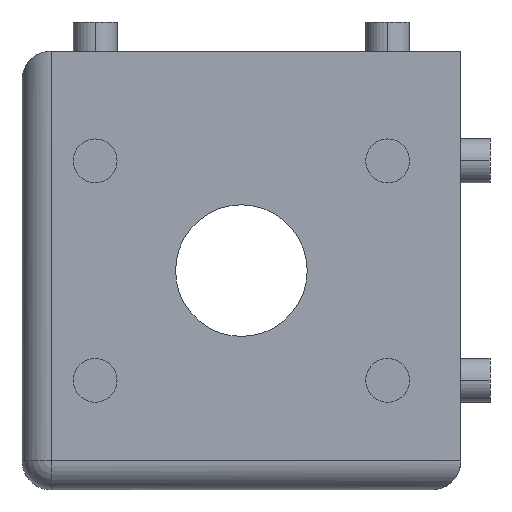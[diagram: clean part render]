
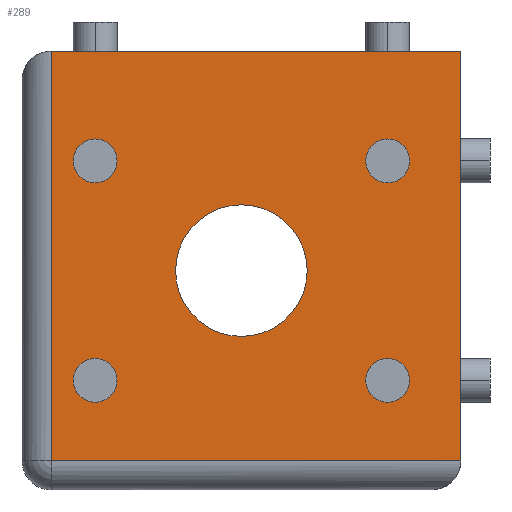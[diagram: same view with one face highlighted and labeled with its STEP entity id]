
A CAD part, front view. The second image highlights one B-rep face of the part: STEP entity #289.
In plain terms, the highlighted planar face has unit normal (0, -1, 0).
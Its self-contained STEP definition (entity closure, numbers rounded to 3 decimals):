
#17 = VECTOR ( 'NONE', #637, 1000. ) ;
#21 = CIRCLE ( 'NONE', #102, 1.5 ) ;
#41 = DIRECTION ( 'NONE',  ( 1., 0., 0. ) ) ;
#74 = EDGE_LOOP ( 'NONE', ( #985, #109 ) ) ;
#85 = ORIENTED_EDGE ( 'NONE', *, *, #1757, .F. ) ;
#92 = AXIS2_PLACEMENT_3D ( 'NONE', #2273, #1533, #918 ) ;
#97 = CIRCLE ( 'NONE', #498, 1.5 ) ;
#102 = AXIS2_PLACEMENT_3D ( 'NONE', #1266, #516, #476 ) ;
#109 = ORIENTED_EDGE ( 'NONE', *, *, #1731, .F. ) ;
#152 = CARTESIAN_POINT ( 'NONE',  ( 0., -15., 0. ) ) ;
#162 = CIRCLE ( 'NONE', #2085, 1.5 ) ;
#165 = DIRECTION ( 'NONE',  ( 0., -1., 0. ) ) ;
#180 = VERTEX_POINT ( 'NONE', #2112 ) ;
#193 = CARTESIAN_POINT ( 'NONE',  ( 10., -15., -7.5 ) ) ;
#206 = CARTESIAN_POINT ( 'NONE',  ( 10., -15., -9. ) ) ;
#217 = CIRCLE ( 'NONE', #502, 1.5 ) ;
#220 = DIRECTION ( 'NONE',  ( -1., 0., 0. ) ) ;
#264 = DIRECTION ( 'NONE',  ( 0., 0., -1. ) ) ;
#289 = ADVANCED_FACE ( 'NONE', ( #791, #447, #1273, #1992, #1665, #2376 ), #907, .T. ) ;
#299 = CARTESIAN_POINT ( 'NONE',  ( -13., -15., -13. ) ) ;
#346 = CIRCLE ( 'NONE', #1615, 4.5 ) ;
#348 = VERTEX_POINT ( 'NONE', #1095 ) ;
#354 = CARTESIAN_POINT ( 'NONE',  ( -10., -15., 9. ) ) ;
#405 = EDGE_LOOP ( 'NONE', ( #85, #1069 ) ) ;
#447 = FACE_BOUND ( 'NONE', #713, .T. ) ;
#463 = EDGE_CURVE ( 'NONE', #547, #180, #1045, .T. ) ;
#475 = DIRECTION ( 'NONE',  ( 0., -1., 0. ) ) ;
#476 = DIRECTION ( 'NONE',  ( 0., 0., -1. ) ) ;
#491 = AXIS2_PLACEMENT_3D ( 'NONE', #2150, #1034, #220 ) ;
#498 = AXIS2_PLACEMENT_3D ( 'NONE', #1375, #1719, #1357 ) ;
#502 = AXIS2_PLACEMENT_3D ( 'NONE', #1274, #1993, #2023 ) ;
#504 = CARTESIAN_POINT ( 'NONE',  ( 10., -15., 9. ) ) ;
#508 = ORIENTED_EDGE ( 'NONE', *, *, #567, .T. ) ;
#510 = AXIS2_PLACEMENT_3D ( 'NONE', #602, #1180, #1781 ) ;
#516 = DIRECTION ( 'NONE',  ( 0., -1., 0. ) ) ;
#518 = ORIENTED_EDGE ( 'NONE', *, *, #463, .F. ) ;
#547 = VERTEX_POINT ( 'NONE', #354 ) ;
#565 = ORIENTED_EDGE ( 'NONE', *, *, #952, .F. ) ;
#567 = EDGE_CURVE ( 'NONE', #1551, #1945, #731, .T. ) ;
#573 = CIRCLE ( 'NONE', #2044, 1.5 ) ;
#602 = CARTESIAN_POINT ( 'NONE',  ( 10., -15., 7.5 ) ) ;
#633 = LINE ( 'NONE', #1173, #1659 ) ;
#637 = DIRECTION ( 'NONE',  ( 1., 0., 0. ) ) ;
#700 = DIRECTION ( 'NONE',  ( 0., 0., -1. ) ) ;
#712 = CARTESIAN_POINT ( 'NONE',  ( -13., -15., 15. ) ) ;
#713 = EDGE_LOOP ( 'NONE', ( #846, #1029 ) ) ;
#731 = CIRCLE ( 'NONE', #491, 4.5 ) ;
#763 = EDGE_CURVE ( 'NONE', #348, #1937, #1509, .T. ) ;
#777 = CARTESIAN_POINT ( 'NONE',  ( 15., -15., -13. ) ) ;
#791 = FACE_BOUND ( 'NONE', #74, .T. ) ;
#817 = ORIENTED_EDGE ( 'NONE', *, *, #1131, .F. ) ;
#838 = VERTEX_POINT ( 'NONE', #1530 ) ;
#846 = ORIENTED_EDGE ( 'NONE', *, *, #930, .F. ) ;
#899 = CARTESIAN_POINT ( 'NONE',  ( -10., -15., 7.5 ) ) ;
#907 = PLANE ( 'NONE',  #1085 ) ;
#918 = DIRECTION ( 'NONE',  ( 0., 0., -1. ) ) ;
#920 = EDGE_CURVE ( 'NONE', #1818, #1948, #162, .T. ) ;
#930 = EDGE_CURVE ( 'NONE', #1948, #1818, #97, .T. ) ;
#951 = DIRECTION ( 'NONE',  ( 0., 0., -1. ) ) ;
#952 = EDGE_CURVE ( 'NONE', #1709, #348, #986, .T. ) ;
#985 = ORIENTED_EDGE ( 'NONE', *, *, #2423, .F. ) ;
#986 = LINE ( 'NONE', #1752, #1256 ) ;
#1029 = ORIENTED_EDGE ( 'NONE', *, *, #920, .F. ) ;
#1034 = DIRECTION ( 'NONE',  ( 0., 1., 0. ) ) ;
#1045 = CIRCLE ( 'NONE', #92, 1.5 ) ;
#1053 = LINE ( 'NONE', #2384, #17 ) ;
#1069 = ORIENTED_EDGE ( 'NONE', *, *, #1877, .F. ) ;
#1085 = AXIS2_PLACEMENT_3D ( 'NONE', #152, #475, #700 ) ;
#1095 = CARTESIAN_POINT ( 'NONE',  ( 15., -15., 15. ) ) ;
#1131 = EDGE_CURVE ( 'NONE', #180, #547, #573, .T. ) ;
#1173 = CARTESIAN_POINT ( 'NONE',  ( -13., -15., -15. ) ) ;
#1180 = DIRECTION ( 'NONE',  ( 0., -1., 0. ) ) ;
#1234 = DIRECTION ( 'NONE',  ( 0., 0., -1. ) ) ;
#1252 = CARTESIAN_POINT ( 'NONE',  ( 0., -15., 0. ) ) ;
#1256 = VECTOR ( 'NONE', #41, 1000. ) ;
#1266 = CARTESIAN_POINT ( 'NONE',  ( 10., -15., 7.5 ) ) ;
#1273 = FACE_BOUND ( 'NONE', #1478, .T. ) ;
#1274 = CARTESIAN_POINT ( 'NONE',  ( -10., -15., -7.5 ) ) ;
#1284 = EDGE_CURVE ( 'NONE', #1374, #1937, #1053, .T. ) ;
#1289 = DIRECTION ( 'NONE',  ( 0., 0., -1. ) ) ;
#1310 = DIRECTION ( 'NONE',  ( 0., -1., 0. ) ) ;
#1317 = CARTESIAN_POINT ( 'NONE',  ( -10., -15., -6. ) ) ;
#1357 = DIRECTION ( 'NONE',  ( 0., 0., -1. ) ) ;
#1374 = VERTEX_POINT ( 'NONE', #299 ) ;
#1375 = CARTESIAN_POINT ( 'NONE',  ( 10., -15., -7.5 ) ) ;
#1446 = CARTESIAN_POINT ( 'NONE',  ( -10., -15., -9. ) ) ;
#1460 = AXIS2_PLACEMENT_3D ( 'NONE', #1488, #1310, #1881 ) ;
#1478 = EDGE_LOOP ( 'NONE', ( #518, #817 ) ) ;
#1488 = CARTESIAN_POINT ( 'NONE',  ( -10., -15., -7.5 ) ) ;
#1509 = LINE ( 'NONE', #1603, #2041 ) ;
#1530 = CARTESIAN_POINT ( 'NONE',  ( 10., -15., 6. ) ) ;
#1533 = DIRECTION ( 'NONE',  ( 0., -1., 0. ) ) ;
#1551 = VERTEX_POINT ( 'NONE', #1557 ) ;
#1553 = EDGE_CURVE ( 'NONE', #1709, #1374, #633, .T. ) ;
#1557 = CARTESIAN_POINT ( 'NONE',  ( -4.5, -15., 0. ) ) ;
#1574 = ORIENTED_EDGE ( 'NONE', *, *, #1799, .T. ) ;
#1603 = CARTESIAN_POINT ( 'NONE',  ( 15., -15., 15. ) ) ;
#1613 = EDGE_LOOP ( 'NONE', ( #508, #1574 ) ) ;
#1615 = AXIS2_PLACEMENT_3D ( 'NONE', #1252, #2010, #1838 ) ;
#1659 = VECTOR ( 'NONE', #264, 1000. ) ;
#1665 = FACE_BOUND ( 'NONE', #1613, .T. ) ;
#1709 = VERTEX_POINT ( 'NONE', #712 ) ;
#1719 = DIRECTION ( 'NONE',  ( 0., -1., 0. ) ) ;
#1731 = EDGE_CURVE ( 'NONE', #838, #1783, #21, .T. ) ;
#1752 = CARTESIAN_POINT ( 'NONE',  ( -15., -15., 15. ) ) ;
#1757 = EDGE_CURVE ( 'NONE', #2269, #2082, #217, .T. ) ;
#1781 = DIRECTION ( 'NONE',  ( 0., 0., -1. ) ) ;
#1783 = VERTEX_POINT ( 'NONE', #504 ) ;
#1799 = EDGE_CURVE ( 'NONE', #1945, #1551, #346, .T. ) ;
#1818 = VERTEX_POINT ( 'NONE', #206 ) ;
#1838 = DIRECTION ( 'NONE',  ( -1., 0., 0. ) ) ;
#1861 = CIRCLE ( 'NONE', #510, 1.5 ) ;
#1877 = EDGE_CURVE ( 'NONE', #2082, #2269, #2015, .T. ) ;
#1881 = DIRECTION ( 'NONE',  ( 0., 0., -1. ) ) ;
#1937 = VERTEX_POINT ( 'NONE', #777 ) ;
#1945 = VERTEX_POINT ( 'NONE', #2299 ) ;
#1948 = VERTEX_POINT ( 'NONE', #2164 ) ;
#1992 = FACE_BOUND ( 'NONE', #405, .T. ) ;
#1993 = DIRECTION ( 'NONE',  ( 0., -1., 0. ) ) ;
#2010 = DIRECTION ( 'NONE',  ( 0., 1., 0. ) ) ;
#2015 = CIRCLE ( 'NONE', #1460, 1.5 ) ;
#2023 = DIRECTION ( 'NONE',  ( 0., 0., -1. ) ) ;
#2041 = VECTOR ( 'NONE', #1234, 1000. ) ;
#2044 = AXIS2_PLACEMENT_3D ( 'NONE', #899, #165, #1289 ) ;
#2082 = VERTEX_POINT ( 'NONE', #1446 ) ;
#2085 = AXIS2_PLACEMENT_3D ( 'NONE', #193, #2097, #951 ) ;
#2097 = DIRECTION ( 'NONE',  ( 0., -1., 0. ) ) ;
#2112 = CARTESIAN_POINT ( 'NONE',  ( -10., -15., 6. ) ) ;
#2129 = EDGE_LOOP ( 'NONE', ( #2345, #2305, #2420, #565 ) ) ;
#2150 = CARTESIAN_POINT ( 'NONE',  ( 0., -15., 0. ) ) ;
#2164 = CARTESIAN_POINT ( 'NONE',  ( 10., -15., -6. ) ) ;
#2269 = VERTEX_POINT ( 'NONE', #1317 ) ;
#2273 = CARTESIAN_POINT ( 'NONE',  ( -10., -15., 7.5 ) ) ;
#2299 = CARTESIAN_POINT ( 'NONE',  ( 4.5, -15., 0. ) ) ;
#2305 = ORIENTED_EDGE ( 'NONE', *, *, #1284, .T. ) ;
#2345 = ORIENTED_EDGE ( 'NONE', *, *, #1553, .T. ) ;
#2376 = FACE_OUTER_BOUND ( 'NONE', #2129, .T. ) ;
#2384 = CARTESIAN_POINT ( 'NONE',  ( 15., -15., -13. ) ) ;
#2420 = ORIENTED_EDGE ( 'NONE', *, *, #763, .F. ) ;
#2423 = EDGE_CURVE ( 'NONE', #1783, #838, #1861, .T. ) ;
